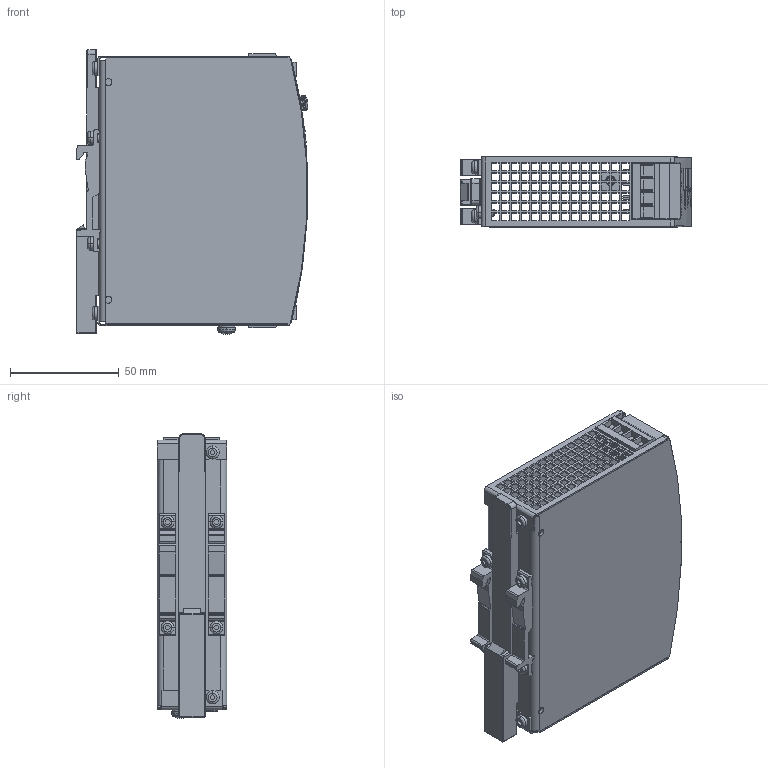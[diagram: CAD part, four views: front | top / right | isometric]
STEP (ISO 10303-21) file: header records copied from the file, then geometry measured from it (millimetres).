
FILE_DESCRIPTION((''),'2;1');
FILE_NAME('CAD-7196_CP5_241_SW0001','2021-03-10T11:15:40',('creinig-se'),(''),'CREO PARAMETRIC BY PTC INC, 2019292','CREO PARAMETRIC BY PTC INC, 2019292','');
FILE_SCHEMA(('CONFIG_CONTROL_DESIGN','SHAPE_APPEARANCE_LAYERS_GROUPS'));
Products named in the file (1): CAD-7196_CP5_241_SW0001
Bounding box: 106.58 x 32 x 130.77 mm (x, y, z)
Volume: 69603.8 mm3; surface area: 82449.5 mm2
Topology: 3 solids, 4 shells, 1724 faces, 5150 edges, 3530 vertices
Faces by surface type: plane 1329, cylinder 286, cone 39, torus 34, bspline 23, sphere 13
Entity records: 75563 total; most frequent: CARTESIAN_POINT 15069, ORIENTED_EDGE 10254, DIRECTION 8927, EDGE_CURVE 5127, VECTOR 4017, LINE 4017, VERTEX_POINT 3524, AXIS2_PLACEMENT_3D 2455
